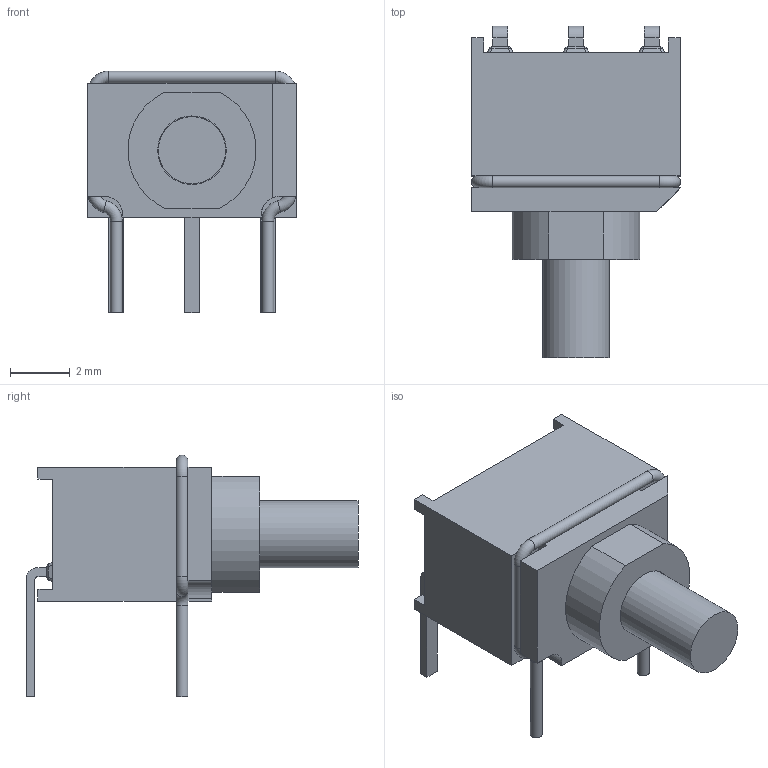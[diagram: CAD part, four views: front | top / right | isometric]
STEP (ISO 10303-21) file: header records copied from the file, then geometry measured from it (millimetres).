
FILE_DESCRIPTION((' '),'2;1');
FILE_NAME('800USP8P1A1M6RE.stp','2017-08-02T08:33:22',(' '),(' '),' ','ACIS',' ');
FILE_SCHEMA(('CONFIG_CONTROL_DESIGN'));
Length unit declared in the file: inch
Products named in the file (1): 800USP8P1A1M6RE.stp
Bounding box: 7 x 11.13 x 8.1 mm (x, y, z)
Surface area: 328.2 mm2 (no closed solid volume)
Topology: 0 solids, 1 shells, 145 faces, 369 edges, 226 vertices
Faces by surface type: plane 86, cylinder 41, sphere 12, torus 6
Full cylindrical faces by diameter (mm): 0.4 x5, 2.25 x1, 2.3 x1
Entity records: 4368 total; most frequent: DIRECTION 753, CARTESIAN_POINT 726, ORIENTED_EDGE 714, EDGE_CURVE 358, VECTOR 255, LINE 255, AXIS2_PLACEMENT_3D 249, VERTEX_POINT 222
